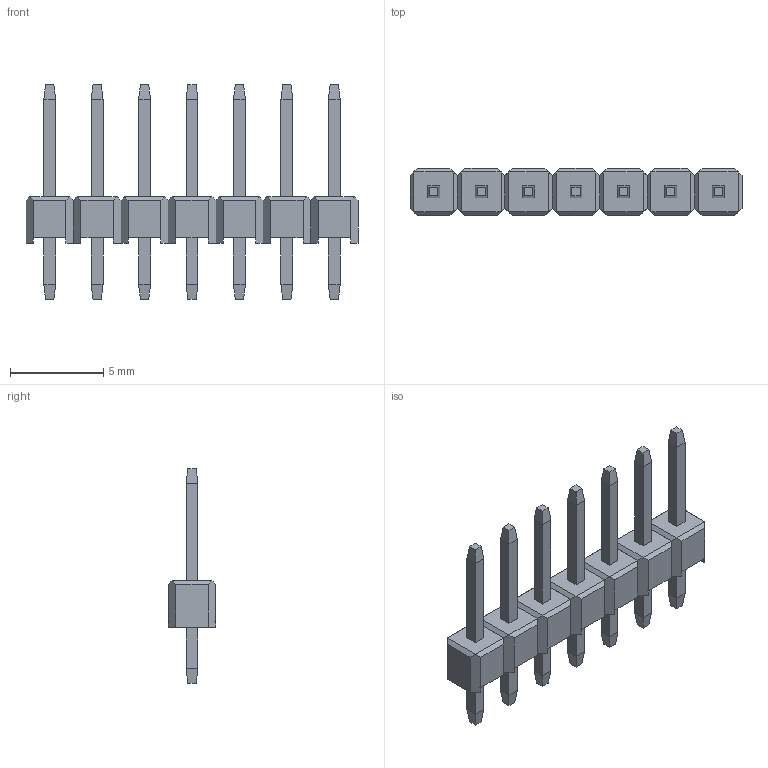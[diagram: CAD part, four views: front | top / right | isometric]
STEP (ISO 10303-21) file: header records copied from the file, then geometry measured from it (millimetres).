
FILE_DESCRIPTION (( 'STEP AP214' ), '1' );
FILE_NAME ('HDR2.54 1x7P.STEP', '2022-03-30T07:41:50', ( '' ), ( '' ), 'SwSTEP 2.0', 'SolidWorks 2021', '' );
FILE_SCHEMA (( 'AUTOMOTIVE_DESIGN' ));
Length unit declared in the file: millimetre
Products named in the file (2): HDR-S-A 2.54; HDR2.54 1x7P
Assembly tree (7 placements, depth 2):
  HDR2.54 1x7P
    HDR-S-A 2.54  x7
Bounding box: 17.78 x 2.54 x 11.5 mm (x, y, z)
Volume: 122.4 mm3; surface area: 403.1 mm2
Topology: 7 solids, 7 shells, 252 faces, 560 edges, 336 vertices
Faces by surface type: plane 252
Entity records: 1268 total; most frequent: CARTESIAN_POINT 174, DIRECTION 172, ORIENTED_EDGE 160, LINE 80, EDGE_CURVE 80, VECTOR 80, VERTEX_POINT 48, AXIS2_PLACEMENT_3D 46
